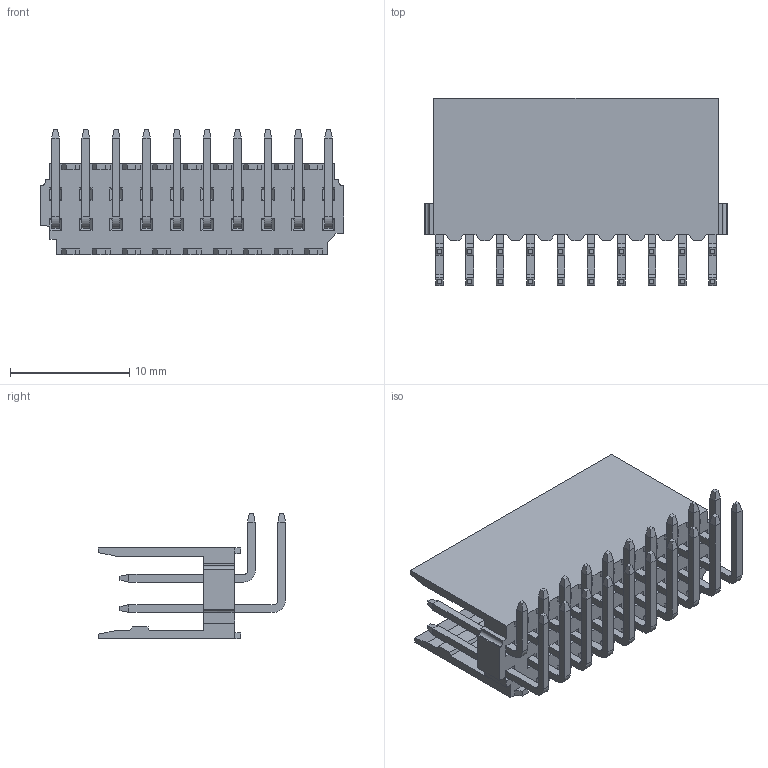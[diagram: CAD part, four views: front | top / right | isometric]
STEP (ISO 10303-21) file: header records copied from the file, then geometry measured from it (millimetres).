
FILE_DESCRIPTION( ('This file contains a STEP AP42 implementation' ,'as created by ZW3D STEP Interface translator.') ,'2;1' );
FILE_NAME( 'WF2547-2WRXXX01.stp' ,'23 427.17 219', (''), ('ZWCAD Software Co.'), 'Version 1.0', 'ZW3D to STEP translator', '' );
FILE_SCHEMA(('AUTOMOTIVE_DESIGN { 1 0 10303 214 1 1 1 1 }'));
Length unit declared in the file: millimetre
Products named in the file (2): 0; WF2547-2WRXXX01
Bounding box: 25.4 x 15.66 x 10.53 mm (x, y, z)
Volume: 901.2 mm3; surface area: 2217.6 mm2
Topology: 1 solids, 1 shells, 626 faces, 1515 edges, 930 vertices
Faces by surface type: plane 583, cylinder 43
Entity records: 18309 total; most frequent: CARTESIAN_POINT 3075, ORIENTED_EDGE 3030, DIRECTION 2854, EDGE_CURVE 1515, VECTOR 1428, LINE 1428, VERTEX_POINT 930, AXIS2_PLACEMENT_3D 713
